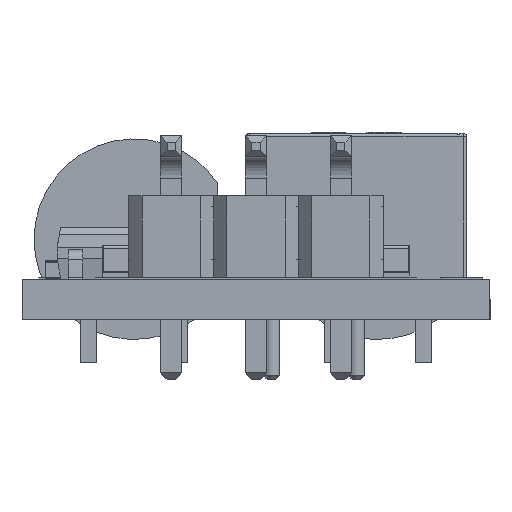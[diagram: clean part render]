
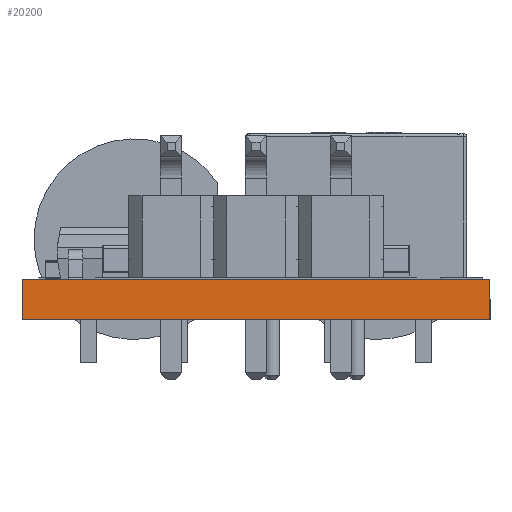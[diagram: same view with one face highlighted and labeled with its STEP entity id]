
A CAD part, left-side view. The second image highlights one B-rep face of the part: STEP entity #20200.
In plain terms, the highlighted planar face has unit normal (-1, 0, 0).
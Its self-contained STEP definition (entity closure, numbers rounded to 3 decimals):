
#1156=PLANE('',#21326);
#2572=LINE('',#33734,#4750);
#2813=LINE('',#35572,#4991);
#2814=LINE('',#35573,#4992);
#2815=LINE('',#35574,#4993);
#4750=VECTOR('',#24067,10.);
#4991=VECTOR('',#24492,10.);
#4992=VECTOR('',#24493,10.);
#4993=VECTOR('',#24494,10.);
#7287=FACE_OUTER_BOUND('',#8431,.T.);
#8431=EDGE_LOOP('',(#17415,#17416,#17417,#17418));
#10069=VERTEX_POINT('',#33727);
#10072=VERTEX_POINT('',#33732);
#10345=VERTEX_POINT('',#35570);
#10346=VERTEX_POINT('',#35571);
#12406=EDGE_CURVE('',#10072,#10069,#2572,.T.);
#12815=EDGE_CURVE('',#10345,#10346,#2813,.T.);
#12816=EDGE_CURVE('',#10346,#10069,#2814,.T.);
#12817=EDGE_CURVE('',#10345,#10072,#2815,.T.);
#17415=ORIENTED_EDGE('',*,*,#12815,.T.);
#17416=ORIENTED_EDGE('',*,*,#12816,.T.);
#17417=ORIENTED_EDGE('',*,*,#12406,.F.);
#17418=ORIENTED_EDGE('',*,*,#12817,.F.);
#20200=ADVANCED_FACE('',(#7287),#1156,.T.);
#21326=AXIS2_PLACEMENT_3D('',#35569,#24490,#24491);
#24067=DIRECTION('',(0.,-1.,0.));
#24490=DIRECTION('center_axis',(-1.,0.,0.));
#24491=DIRECTION('ref_axis',(0.,-1.,0.));
#24492=DIRECTION('',(0.,-1.,0.));
#24493=DIRECTION('',(0.,0.,1.));
#24494=DIRECTION('',(0.,0.,1.));
#33727=CARTESIAN_POINT('',(-15.5,-7.,1.2));
#33732=CARTESIAN_POINT('',(-15.5,7.,1.2));
#33734=CARTESIAN_POINT('',(-15.5,7.,1.2));
#35569=CARTESIAN_POINT('Origin',(-15.5,7.,0.));
#35570=CARTESIAN_POINT('',(-15.5,7.,0.));
#35571=CARTESIAN_POINT('',(-15.5,-7.,0.));
#35572=CARTESIAN_POINT('',(-15.5,7.,0.));
#35573=CARTESIAN_POINT('',(-15.5,-7.,0.));
#35574=CARTESIAN_POINT('',(-15.5,7.,0.));
